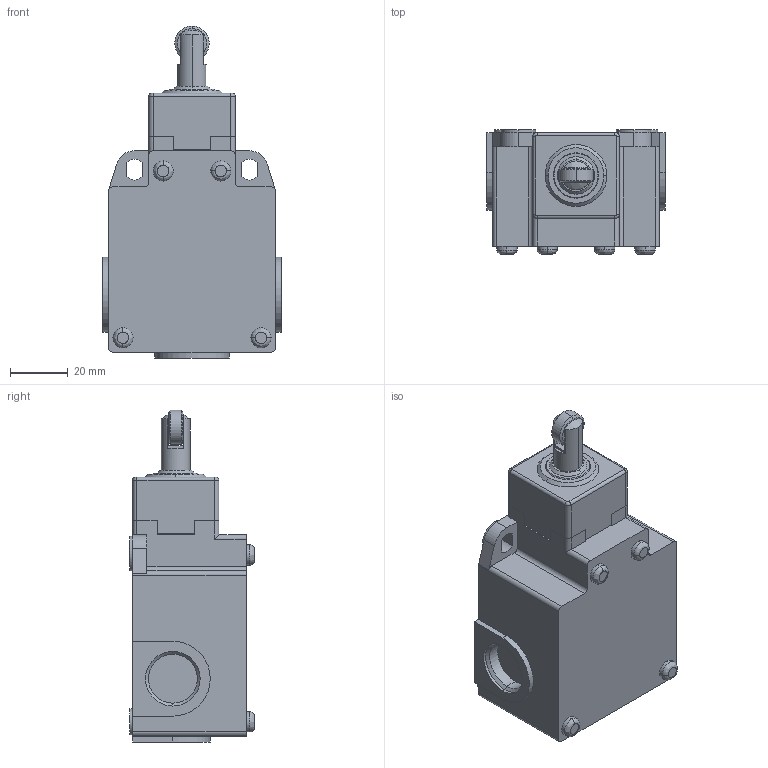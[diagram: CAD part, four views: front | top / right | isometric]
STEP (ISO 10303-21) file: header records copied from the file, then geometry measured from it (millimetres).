
FILE_DESCRIPTION (( 'STEP AP214' ), '1' );
FILE_NAME ('ABM6E13Z11.step', '2017-12-19T21:05:37', ( '' ), ( '' ), 'SwSTEP 2.0', 'SolidWorks 2017', '' );
FILE_SCHEMA (( 'AUTOMOTIVE_DESIGN' ));
Length unit declared in the file: inch
Products named in the file (1): ABM6E13Z11
Bounding box: 62 x 43.3 x 115.4 mm (x, y, z)
Volume: 166849.1 mm3; surface area: 26747 mm2
Topology: 4 solids, 4 shells, 188 faces, 469 edges, 304 vertices
Faces by surface type: plane 86, cylinder 72, cone 16, bspline 10, torus 4
Entity records: 8284 total; most frequent: CARTESIAN_POINT 1176, DIRECTION 993, ORIENTED_EDGE 938, EDGE_CURVE 469, AXIS2_PLACEMENT_3D 361, VERTEX_POINT 304, VECTOR 271, LINE 271
